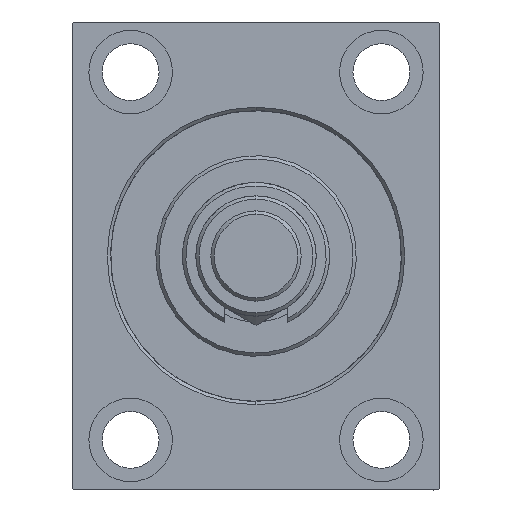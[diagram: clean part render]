
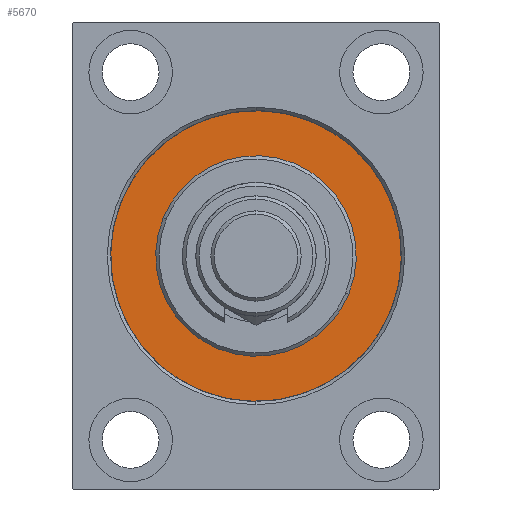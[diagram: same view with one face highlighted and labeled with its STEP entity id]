
A CAD part, left-side view. The second image highlights one B-rep face of the part: STEP entity #5670.
In plain terms, the highlighted face is planar.
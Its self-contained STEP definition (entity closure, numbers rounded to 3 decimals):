
#454 = AXIS2_PLACEMENT_3D ( 'NONE', #3457, #6557, #3227 ) ;
#1296 = CARTESIAN_POINT ( 'NONE',  ( 0., 0., 43.5 ) ) ;
#1987 = DIRECTION ( 'NONE',  ( -1., 0., 0. ) ) ;
#2587 = DIRECTION ( 'NONE',  ( 0., 0., 1. ) ) ;
#2820 = AXIS2_PLACEMENT_3D ( 'NONE', #45744, #16813, #2587 ) ;
#3227 = DIRECTION ( 'NONE',  ( 0., 0., -1. ) ) ;
#3448 = CIRCLE ( 'NONE', #454, 30. ) ;
#3457 = CARTESIAN_POINT ( 'NONE',  ( 0., 0., 0. ) ) ;
#3765 = ORIENTED_EDGE ( 'NONE', *, *, #34694, .F. ) ;
#5670 = ADVANCED_FACE ( 'NONE', ( #41964, #13047 ), #28181, .F. ) ;
#6557 = DIRECTION ( 'NONE',  ( 1., 0., 0. ) ) ;
#6767 = CARTESIAN_POINT ( 'NONE',  ( 0., 0., 30. ) ) ;
#6950 = CARTESIAN_POINT ( 'NONE',  ( 0., 0., 0. ) ) ;
#6970 = CARTESIAN_POINT ( 'NONE',  ( 0., 0., -43.5 ) ) ;
#8582 = AXIS2_PLACEMENT_3D ( 'NONE', #6950, #35886, #32323 ) ;
#9575 = CARTESIAN_POINT ( 'NONE',  ( 0., 0., 0. ) ) ;
#10856 = VERTEX_POINT ( 'NONE', #1296 ) ;
#11707 = CARTESIAN_POINT ( 'NONE',  ( 0., 0., -30. ) ) ;
#13047 = FACE_OUTER_BOUND ( 'NONE', #27976, .T. ) ;
#13726 = EDGE_CURVE ( 'NONE', #14687, #31599, #22432, .T. ) ;
#14451 = EDGE_LOOP ( 'NONE', ( #39924, #16833 ) ) ;
#14687 = VERTEX_POINT ( 'NONE', #6767 ) ;
#16813 = DIRECTION ( 'NONE',  ( -1., 0., 0. ) ) ;
#16833 = ORIENTED_EDGE ( 'NONE', *, *, #42033, .F. ) ;
#17613 = CIRCLE ( 'NONE', #8582, 43.5 ) ;
#19259 = EDGE_CURVE ( 'NONE', #10856, #45330, #38535, .T. ) ;
#22432 = CIRCLE ( 'NONE', #35319, 30. ) ;
#27976 = EDGE_LOOP ( 'NONE', ( #3765, #45474 ) ) ;
#28038 = DIRECTION ( 'NONE',  ( 0., 0., -1. ) ) ;
#28181 = PLANE ( 'NONE',  #2820 ) ;
#31599 = VERTEX_POINT ( 'NONE', #11707 ) ;
#32323 = DIRECTION ( 'NONE',  ( 0., 0., 1. ) ) ;
#34694 = EDGE_CURVE ( 'NONE', #45330, #10856, #17613, .T. ) ;
#34756 = AXIS2_PLACEMENT_3D ( 'NONE', #44908, #1987, #41350 ) ;
#35319 = AXIS2_PLACEMENT_3D ( 'NONE', #9575, #38040, #28038 ) ;
#35886 = DIRECTION ( 'NONE',  ( -1., 0., 0. ) ) ;
#38040 = DIRECTION ( 'NONE',  ( 1., 0., 0. ) ) ;
#38535 = CIRCLE ( 'NONE', #34756, 43.5 ) ;
#39924 = ORIENTED_EDGE ( 'NONE', *, *, #13726, .F. ) ;
#41350 = DIRECTION ( 'NONE',  ( 0., 0., 1. ) ) ;
#41964 = FACE_BOUND ( 'NONE', #14451, .T. ) ;
#42033 = EDGE_CURVE ( 'NONE', #31599, #14687, #3448, .T. ) ;
#44908 = CARTESIAN_POINT ( 'NONE',  ( 0., 0., 0. ) ) ;
#45330 = VERTEX_POINT ( 'NONE', #6970 ) ;
#45474 = ORIENTED_EDGE ( 'NONE', *, *, #19259, .F. ) ;
#45744 = CARTESIAN_POINT ( 'NONE',  ( 0., 0., 0. ) ) ;
